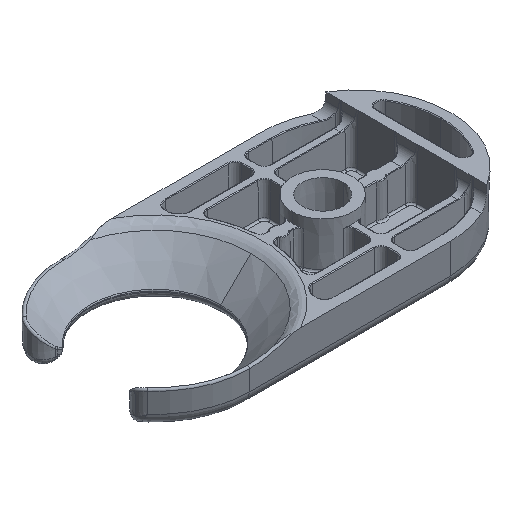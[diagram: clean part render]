
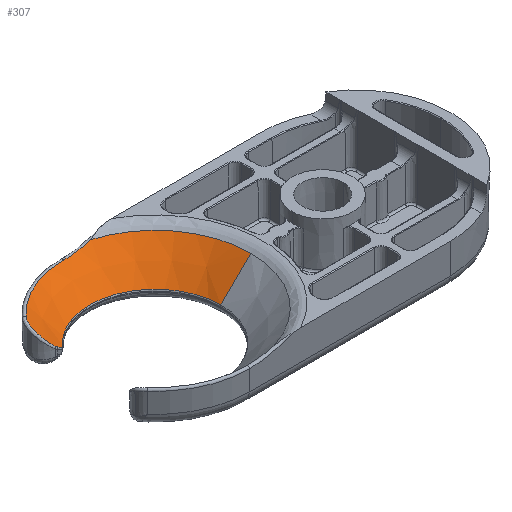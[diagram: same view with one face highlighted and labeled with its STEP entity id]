
A CAD part, isometric view. The second image highlights one B-rep face of the part: STEP entity #307.
In plain terms, the highlighted conical face has half-angle 45 degrees and reference radius 30 mm.
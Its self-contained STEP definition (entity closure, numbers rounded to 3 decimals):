
#9 = CARTESIAN_POINT ( 'NONE',  ( -15.18, 12.697, 2.789 ) ) ;
#53 = CARTESIAN_POINT ( 'NONE',  ( -20.641, 17.872, 10.302 ) ) ;
#97 = CARTESIAN_POINT ( 'NONE',  ( -20.575, 13.71, 7.724 ) ) ;
#110 = CONICAL_SURFACE ( 'NONE', #496, 30., 0.785 ) ;
#288 = VERTEX_POINT ( 'NONE', #8543 ) ;
#307 = ADVANCED_FACE ( 'NONE', ( #9769 ), #110, .F. ) ;
#494 = DIRECTION ( 'NONE',  ( 1., 0., 0. ) ) ;
#496 = AXIS2_PLACEMENT_3D ( 'NONE', #2259, #3212, #3170 ) ;
#555 = CARTESIAN_POINT ( 'NONE',  ( 8.119, 27.356, 11.536 ) ) ;
#935 = CARTESIAN_POINT ( 'NONE',  ( -14.746, 12.981, 2.644 ) ) ;
#986 = CARTESIAN_POINT ( 'NONE',  ( -20.957, 17.312, 10.182 ) ) ;
#1025 = CARTESIAN_POINT ( 'NONE',  ( -19.932, 13.036, 6.816 ) ) ;
#1321 = CARTESIAN_POINT ( 'NONE',  ( 30., 0., 13. ) ) ;
#1507 = VERTEX_POINT ( 'NONE', #8197 ) ;
#1800 = CARTESIAN_POINT ( 'NONE',  ( -14.361, 13.35, 2.607 ) ) ;
#1846 = CARTESIAN_POINT ( 'NONE',  ( -21.161, 16.725, 9.972 ) ) ;
#1881 = CARTESIAN_POINT ( 'NONE',  ( -19.153, 12.551, 5.899 ) ) ;
#1959 = DIRECTION ( 'NONE',  ( 0., 0., 1. ) ) ;
#1975 = ORIENTED_EDGE ( 'NONE', *, *, #10489, .T. ) ;
#1990 = CARTESIAN_POINT ( 'NONE',  ( 5.455, 27.336, 10.843 ) ) ;
#2045 = CIRCLE ( 'NONE', #3218, 28.536 ) ;
#2258 = CARTESIAN_POINT ( 'NONE',  ( 28.536, 0., 11.536 ) ) ;
#2259 = CARTESIAN_POINT ( 'NONE',  ( 0., 0., 13. ) ) ;
#2319 = CIRCLE ( 'NONE', #2692, 27.32 ) ;
#2692 = AXIS2_PLACEMENT_3D ( 'NONE', #7388, #1959, #8333 ) ;
#2719 = CARTESIAN_POINT ( 'NONE',  ( -21.257, 16.145, 9.693 ) ) ;
#2763 = CARTESIAN_POINT ( 'NONE',  ( -18.255, 12.269, 4.995 ) ) ;
#2772 = AXIS2_PLACEMENT_3D ( 'NONE', #11338, #5816, #494 ) ;
#2896 = CARTESIAN_POINT ( 'NONE',  ( 1.383, 27.32, 10.32 ) ) ;
#2973 = DIRECTION ( 'NONE',  ( 0., 0., 1. ) ) ;
#3170 = DIRECTION ( 'NONE',  ( 1., 0., 0. ) ) ;
#3212 = DIRECTION ( 'NONE',  ( 0., 0., 1. ) ) ;
#3218 = AXIS2_PLACEMENT_3D ( 'NONE', #8460, #2973, #9380 ) ;
#3424 = CARTESIAN_POINT ( 'NONE',  ( -17.374, 12.229, 4.246 ) ) ;
#3464 = CARTESIAN_POINT ( 'NONE',  ( -16.925, 12.231, 3.882 ) ) ;
#3531 = CARTESIAN_POINT ( 'NONE',  ( -16.504, 12.252, 3.554 ) ) ;
#3569 = VECTOR ( 'NONE', #3941, 1000. ) ;
#3626 = CARTESIAN_POINT ( 'NONE',  ( -21.226, 15.221, 9.118 ) ) ;
#3657 = CARTESIAN_POINT ( 'NONE',  ( -17.598, 12.227, 4.429 ) ) ;
#3717 = CARTESIAN_POINT ( 'NONE',  ( 0., 27.32, 10.32 ) ) ;
#3941 = DIRECTION ( 'NONE',  ( 0.707, 0., 0.707 ) ) ;
#3944 = CARTESIAN_POINT ( 'NONE',  ( -16.925, 12.231, 3.882 ) ) ;
#4275 = ORIENTED_EDGE ( 'NONE', *, *, #8993, .T. ) ;
#4427 = CARTESIAN_POINT ( 'NONE',  ( -15.846, 12.396, 3.118 ) ) ;
#4472 = CARTESIAN_POINT ( 'NONE',  ( -20.51, 18.049, 10.32 ) ) ;
#4512 = CARTESIAN_POINT ( 'NONE',  ( -21.029, 14.563, 8.579 ) ) ;
#4635 = ORIENTED_EDGE ( 'NONE', *, *, #10454, .T. ) ;
#5302 = ORIENTED_EDGE ( 'NONE', *, *, #10655, .T. ) ;
#5305 = CARTESIAN_POINT ( 'NONE',  ( -16.925, 12.231, 3.882 ) ) ;
#5308 = B_SPLINE_CURVE_WITH_KNOTS ( 'NONE', 3,
 ( #11682, #3424, #8951, #3464 ),
 .UNSPECIFIED., .F., .F.,
 ( 4, 4 ),
 ( 0., 0.001 ),
 .UNSPECIFIED. ) ;
#5338 = CARTESIAN_POINT ( 'NONE',  ( -15.401, 12.581, 2.886 ) ) ;
#5438 = CARTESIAN_POINT ( 'NONE',  ( -20.823, 14.118, 8.157 ) ) ;
#5813 = ORIENTED_EDGE ( 'NONE', *, *, #10388, .T. ) ;
#5816 = DIRECTION ( 'NONE',  ( 0., 0., -1. ) ) ;
#5912 = CARTESIAN_POINT ( 'NONE',  ( -20.363, 18.214, 10.32 ) ) ;
#5947 = VERTEX_POINT ( 'NONE', #3944 ) ;
#6005 = ORIENTED_EDGE ( 'NONE', *, *, #10530, .T. ) ;
#6015 = VERTEX_POINT ( 'NONE', #2258 ) ;
#6273 = CARTESIAN_POINT ( 'NONE',  ( -15.069, 12.763, 2.747 ) ) ;
#6319 = CARTESIAN_POINT ( 'NONE',  ( -20.865, 17.502, 10.233 ) ) ;
#6354 = CARTESIAN_POINT ( 'NONE',  ( -20.379, 13.467, 7.427 ) ) ;
#7091 = VERTEX_POINT ( 'NONE', #11316 ) ;
#7133 = VERTEX_POINT ( 'NONE', #555 ) ;
#7214 = CARTESIAN_POINT ( 'NONE',  ( -14.545, 13.151, 2.607 ) ) ;
#7263 = CARTESIAN_POINT ( 'NONE',  ( -21.105, 16.923, 10.052 ) ) ;
#7305 = CARTESIAN_POINT ( 'NONE',  ( -19.685, 12.853, 6.509 ) ) ;
#7388 = CARTESIAN_POINT ( 'NONE',  ( 0., 0., 10.32 ) ) ;
#8197 = CARTESIAN_POINT ( 'NONE',  ( -14.361, 13.35, 2.607 ) ) ;
#8209 = CARTESIAN_POINT ( 'NONE',  ( -21.237, 16.337, 9.793 ) ) ;
#8248 = CARTESIAN_POINT ( 'NONE',  ( -18.864, 12.432, 5.591 ) ) ;
#8333 = DIRECTION ( 'NONE',  ( 1., 0., 0. ) ) ;
#8379 = CARTESIAN_POINT ( 'NONE',  ( 2.75, 27.324, 10.429 ) ) ;
#8460 = CARTESIAN_POINT ( 'NONE',  ( 0., 0., 11.536 ) ) ;
#8476 = LINE ( 'NONE', #1321, #3569 ) ;
#8543 = CARTESIAN_POINT ( 'NONE',  ( -17.598, 12.227, 4.429 ) ) ;
#8751 = CIRCLE ( 'NONE', #2772, 19.607 ) ;
#8768 = ORIENTED_EDGE ( 'NONE', *, *, #10644, .T. ) ;
#8809 = B_SPLINE_CURVE_WITH_KNOTS ( 'NONE', 3,
 ( #10918, #4472, #53, #6319, #986, #7263, #1846, #8209, #2719, #9118, #3626, #10050, #4512, #10957, #5438, #97, #6354, #1025, #7305, #1881, #8248, #2763, #9159, #3657 ),
 .UNSPECIFIED., .F., .F.,
 ( 4, 2, 2, 2, 2, 2, 2, 2, 2, 2, 2, 4 ),
 ( 0., 0.001, 0.001, 0.002, 0.003, 0.004, 0.005, 0.005, 0.007, 0.008, 0.009, 0.011 ),
 .UNSPECIFIED. ) ;
#8951 = CARTESIAN_POINT ( 'NONE',  ( -17.15, 12.23, 4.064 ) ) ;
#8993 = EDGE_CURVE ( 'NONE', #5947, #1507, #9704, .T. ) ;
#9118 = CARTESIAN_POINT ( 'NONE',  ( -21.274, 15.576, 9.365 ) ) ;
#9159 = CARTESIAN_POINT ( 'NONE',  ( -17.937, 12.225, 4.706 ) ) ;
#9239 = CARTESIAN_POINT ( 'NONE',  ( 8.119, 27.356, 11.536 ) ) ;
#9286 = CARTESIAN_POINT ( 'NONE',  ( 0., 27.32, 10.32 ) ) ;
#9380 = DIRECTION ( 'NONE',  ( 1., 0., 0. ) ) ;
#9574 = VERTEX_POINT ( 'NONE', #3717 ) ;
#9596 = ORIENTED_EDGE ( 'NONE', *, *, #10414, .T. ) ;
#9704 = B_SPLINE_CURVE_WITH_KNOTS ( 'NONE', 3,
 ( #5305, #9929, #3531, #9966, #4427, #10863, #5338, #9, #6273, #935, #7214, #1800 ),
 .UNSPECIFIED., .F., .F.,
 ( 4, 2, 2, 2, 2, 4 ),
 ( 0., 0.001, 0.002, 0.002, 0.002, 0.003 ),
 .UNSPECIFIED. ) ;
#9769 = FACE_OUTER_BOUND ( 'NONE', #11514, .T. ) ;
#9929 = CARTESIAN_POINT ( 'NONE',  ( -16.716, 12.233, 3.714 ) ) ;
#9966 = CARTESIAN_POINT ( 'NONE',  ( -16.07, 12.333, 3.257 ) ) ;
#10050 = CARTESIAN_POINT ( 'NONE',  ( -21.087, 14.723, 8.718 ) ) ;
#10150 = VERTEX_POINT ( 'NONE', #5912 ) ;
#10388 = EDGE_CURVE ( 'NONE', #288, #5947, #5308, .T. ) ;
#10414 = EDGE_CURVE ( 'NONE', #10150, #288, #8809, .T. ) ;
#10454 = EDGE_CURVE ( 'NONE', #9574, #10150, #2319, .T. ) ;
#10489 = EDGE_CURVE ( 'NONE', #7133, #9574, #11077, .T. ) ;
#10530 = EDGE_CURVE ( 'NONE', #6015, #7133, #2045, .T. ) ;
#10644 = EDGE_CURVE ( 'NONE', #7091, #6015, #8476, .T. ) ;
#10655 = EDGE_CURVE ( 'NONE', #1507, #7091, #8751, .T. ) ;
#10863 = CARTESIAN_POINT ( 'NONE',  ( -15.512, 12.53, 2.94 ) ) ;
#10918 = CARTESIAN_POINT ( 'NONE',  ( -20.363, 18.214, 10.32 ) ) ;
#10957 = CARTESIAN_POINT ( 'NONE',  ( -20.897, 14.261, 8.299 ) ) ;
#11040 = CARTESIAN_POINT ( 'NONE',  ( 6.794, 27.345, 11.148 ) ) ;
#11077 = B_SPLINE_CURVE_WITH_KNOTS ( 'NONE', 3,
 ( #9239, #11040, #1990, #8379, #2896, #9286 ),
 .UNSPECIFIED., .F., .F.,
 ( 4, 2, 4 ),
 ( 0., 0.004, 0.008 ),
 .UNSPECIFIED. ) ;
#11316 = CARTESIAN_POINT ( 'NONE',  ( 19.607, 0., 2.607 ) ) ;
#11338 = CARTESIAN_POINT ( 'NONE',  ( 0., 0., 2.607 ) ) ;
#11514 = EDGE_LOOP ( 'NONE', ( #5302, #8768, #6005, #1975, #4635, #9596, #5813, #4275 ) ) ;
#11682 = CARTESIAN_POINT ( 'NONE',  ( -17.598, 12.227, 4.429 ) ) ;
